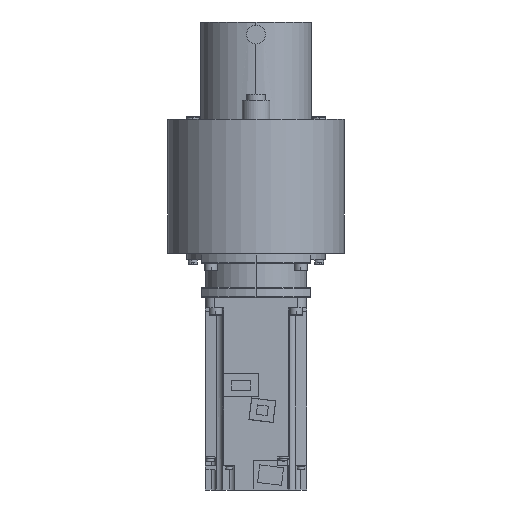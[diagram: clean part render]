
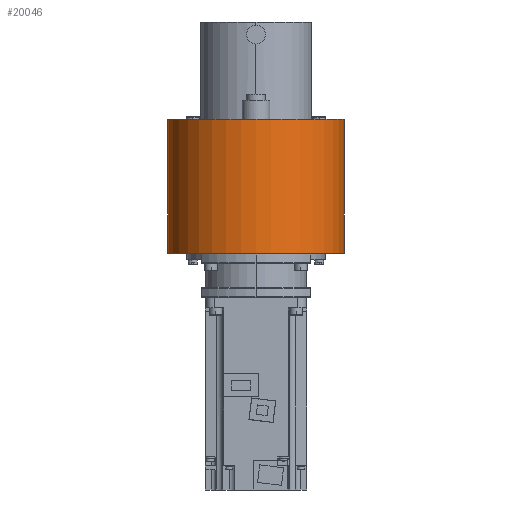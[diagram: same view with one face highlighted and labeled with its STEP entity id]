
A CAD part, front view. The second image highlights one B-rep face of the part: STEP entity #20046.
In plain terms, the highlighted cylindrical face has radius 70 mm (diameter 140 mm), a partial arc.
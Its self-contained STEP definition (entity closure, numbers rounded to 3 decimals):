
#620 = DIRECTION ( 'NONE',  ( 0., 0., 1. ) ) ;
#743 = AXIS2_PLACEMENT_3D ( 'NONE', #23965, #13261, #759 ) ;
#759 = DIRECTION ( 'NONE',  ( -1., 0., 0. ) ) ;
#979 = CIRCLE ( 'NONE', #9319, 70. ) ;
#1229 = CARTESIAN_POINT ( 'NONE',  ( 70., 0., 106. ) ) ;
#1348 = DIRECTION ( 'NONE',  ( 0., 0., 1. ) ) ;
#1549 = EDGE_LOOP ( 'NONE', ( #25728, #15239, #21723, #14257 ) ) ;
#1654 = VERTEX_POINT ( 'NONE', #13991 ) ;
#2665 = CYLINDRICAL_SURFACE ( 'NONE', #743, 70. ) ;
#3146 = CARTESIAN_POINT ( 'NONE',  ( -70., 0., 106. ) ) ;
#4976 = LINE ( 'NONE', #13636, #14026 ) ;
#5160 = CIRCLE ( 'NONE', #10011, 70. ) ;
#5178 = DIRECTION ( 'NONE',  ( 0., 0., -1. ) ) ;
#5380 = DIRECTION ( 'NONE',  ( 0., 0., -1. ) ) ;
#6263 = EDGE_CURVE ( 'NONE', #26473, #14045, #4976, .T. ) ;
#7058 = CARTESIAN_POINT ( 'NONE',  ( 0., 0., 106. ) ) ;
#7109 = EDGE_CURVE ( 'NONE', #23818, #1654, #15636, .T. ) ;
#8951 = EDGE_CURVE ( 'NONE', #1654, #14045, #5160, .T. ) ;
#9263 = FACE_OUTER_BOUND ( 'NONE', #1549, .T. ) ;
#9319 = AXIS2_PLACEMENT_3D ( 'NONE', #7058, #620, #19574 ) ;
#10011 = AXIS2_PLACEMENT_3D ( 'NONE', #14261, #1348, #18381 ) ;
#13261 = DIRECTION ( 'NONE',  ( 0., 0., -1. ) ) ;
#13636 = CARTESIAN_POINT ( 'NONE',  ( 70., 0., 88. ) ) ;
#13991 = CARTESIAN_POINT ( 'NONE',  ( -70., 0., 0. ) ) ;
#14026 = VECTOR ( 'NONE', #5380, 1000. ) ;
#14045 = VERTEX_POINT ( 'NONE', #17648 ) ;
#14257 = ORIENTED_EDGE ( 'NONE', *, *, #8951, .T. ) ;
#14261 = CARTESIAN_POINT ( 'NONE',  ( 0., 0., 0. ) ) ;
#15239 = ORIENTED_EDGE ( 'NONE', *, *, #21475, .F. ) ;
#15636 = LINE ( 'NONE', #24003, #26774 ) ;
#17648 = CARTESIAN_POINT ( 'NONE',  ( 70., 0., 0. ) ) ;
#18381 = DIRECTION ( 'NONE',  ( 1., 0., 0. ) ) ;
#19574 = DIRECTION ( 'NONE',  ( 1., 0., 0. ) ) ;
#20046 = ADVANCED_FACE ( 'NONE', ( #9263 ), #2665, .T. ) ;
#21475 = EDGE_CURVE ( 'NONE', #23818, #26473, #979, .T. ) ;
#21723 = ORIENTED_EDGE ( 'NONE', *, *, #7109, .T. ) ;
#23818 = VERTEX_POINT ( 'NONE', #3146 ) ;
#23965 = CARTESIAN_POINT ( 'NONE',  ( 0., 0., 88. ) ) ;
#24003 = CARTESIAN_POINT ( 'NONE',  ( -70., 0., 88. ) ) ;
#25728 = ORIENTED_EDGE ( 'NONE', *, *, #6263, .F. ) ;
#26473 = VERTEX_POINT ( 'NONE', #1229 ) ;
#26774 = VECTOR ( 'NONE', #5178, 1000. ) ;
